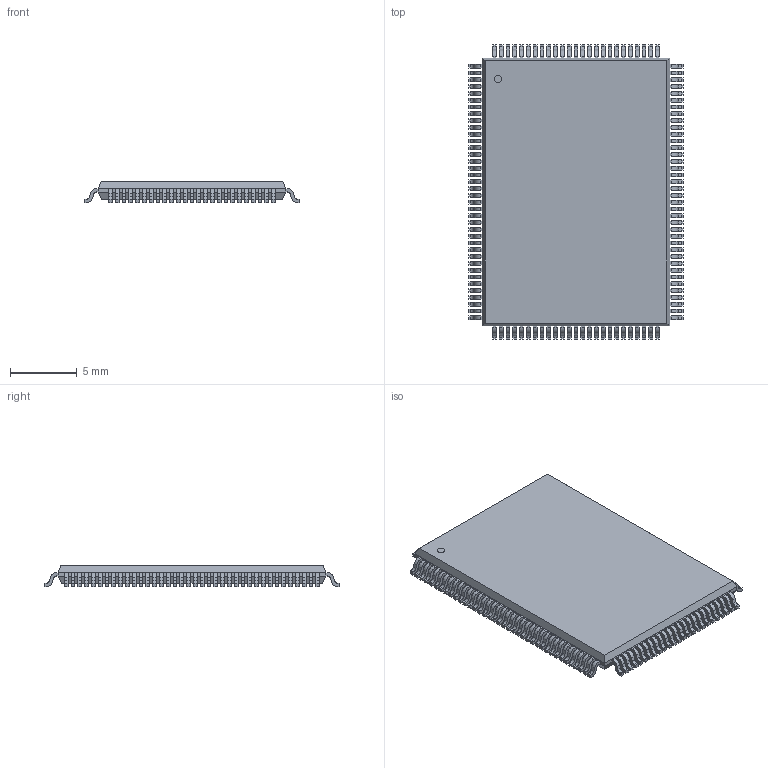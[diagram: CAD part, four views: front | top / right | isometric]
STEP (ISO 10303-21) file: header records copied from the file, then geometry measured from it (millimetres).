
FILE_DESCRIPTION(('STEP AP214'),'1');
FILE_NAME('ST_128B_ADI','2023-04-12T05:53:49',(''),(''),'','','');
FILE_SCHEMA(('AUTOMOTIVE_DESIGN'));
Length unit declared in the file: millimetre
Products named in the file (1): product
Bounding box: 16 x 22 x 1.6 mm (x, y, z)
Volume: 381.2 mm3; surface area: 837.8 mm2
Topology: 128 solids, 128 shells, 1781 faces, 4567 edges, 3042 vertices
Faces by surface type: plane 1276, cylinder 505
Full cylindrical faces by diameter (mm): 0.56 x1
Entity records: 51344 total; most frequent: DIRECTION 9142, ORIENTED_EDGE 9132, CARTESIAN_POINT 5331, EDGE_CURVE 4566, LINE 3556, VECTOR 3556, VERTEX_POINT 3042, AXIS2_PLACEMENT_3D 2793
